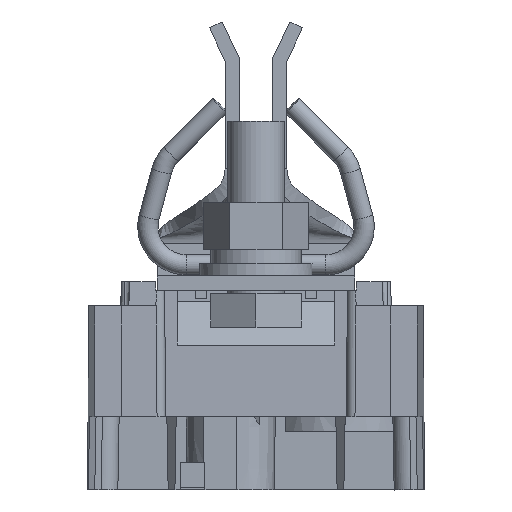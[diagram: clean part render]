
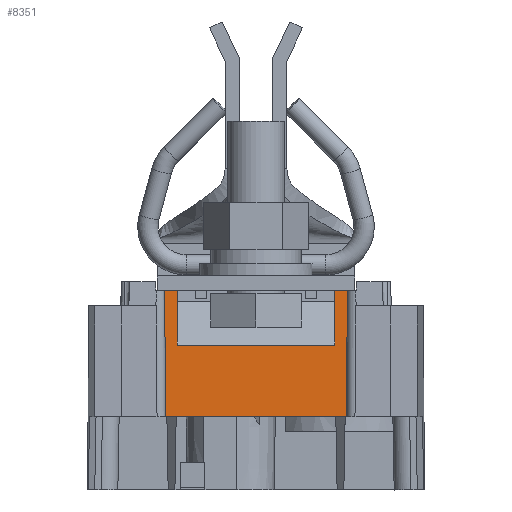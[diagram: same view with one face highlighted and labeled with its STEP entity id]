
A CAD part, front view. The second image highlights one B-rep face of the part: STEP entity #8351.
In plain terms, the highlighted planar face has unit normal (0, -1, 0.006).
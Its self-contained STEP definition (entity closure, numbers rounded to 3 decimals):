
#7310=FACE_OUTER_BOUND('',#10513,.T.);
#8351=ADVANCED_FACE('',(#7310),#9334,.T.);
#9334=PLANE('',#27324);
#10513=EDGE_LOOP('',(#15006,#15007,#15008,#15009,#15010,#15011,#15012,#15013));
#15006=ORIENTED_EDGE('',*,*,#21057,.F.);
#15007=ORIENTED_EDGE('',*,*,#21048,.T.);
#15008=ORIENTED_EDGE('',*,*,#21055,.T.);
#15009=ORIENTED_EDGE('',*,*,#21059,.F.);
#15010=ORIENTED_EDGE('',*,*,#21046,.T.);
#15011=ORIENTED_EDGE('',*,*,#21041,.F.);
#15012=ORIENTED_EDGE('',*,*,#21060,.T.);
#15013=ORIENTED_EDGE('',*,*,#21061,.F.);
#18605=VERTEX_POINT('',#37104);
#18606=VERTEX_POINT('',#37105);
#18609=VERTEX_POINT('',#37114);
#18610=VERTEX_POINT('',#37118);
#18611=VERTEX_POINT('',#37119);
#18616=VERTEX_POINT('',#37133);
#18617=VERTEX_POINT('',#37137);
#18618=VERTEX_POINT('',#37142);
#21041=EDGE_CURVE('',#18605,#18606,#23593,.T.);
#21046=EDGE_CURVE('',#18609,#18606,#23597,.T.);
#21048=EDGE_CURVE('',#18610,#18611,#23599,.T.);
#21055=EDGE_CURVE('',#18611,#18616,#23606,.T.);
#21057=EDGE_CURVE('',#18610,#18617,#23608,.T.);
#21059=EDGE_CURVE('',#18609,#18616,#23610,.T.);
#21060=EDGE_CURVE('',#18605,#18618,#23611,.T.);
#21061=EDGE_CURVE('',#18617,#18618,#23612,.T.);
#23593=LINE('',#37103,#25837);
#23597=LINE('',#37113,#25841);
#23599=LINE('',#37117,#25843);
#23606=LINE('',#37132,#25850);
#23608=LINE('',#37136,#25852);
#23610=LINE('',#37140,#25854);
#23611=LINE('',#37141,#25855);
#23612=LINE('',#37143,#25856);
#25837=VECTOR('',#30967,1.);
#25841=VECTOR('',#30975,1.);
#25843=VECTOR('',#30979,1.);
#25850=VECTOR('',#30990,1.);
#25852=VECTOR('',#30994,1.);
#25854=VECTOR('',#30998,1.);
#25855=VECTOR('',#30999,1.);
#25856=VECTOR('',#31000,1.);
#27324=AXIS2_PLACEMENT_3D('',#37144,#31001,#31002);
#30967=DIRECTION('',(-1.,0.,0.));
#30975=DIRECTION('',(0.006,-0.006,-1.));
#30979=DIRECTION('',(-1.,0.,0.));
#30990=DIRECTION('',(-0.006,0.006,1.));
#30994=DIRECTION('',(0.006,0.006,1.));
#30998=DIRECTION('',(1.,0.,0.));
#30999=DIRECTION('',(0.006,0.006,1.));
#31000=DIRECTION('',(1.,0.,0.));
#31001=DIRECTION('',(0.,-1.,0.006));
#31002=DIRECTION('',(-1.,0.,0.));
#37103=CARTESIAN_POINT('',(45.676,24.276,13.));
#37104=CARTESIAN_POINT('',(45.976,24.276,13.));
#37105=CARTESIAN_POINT('',(13.824,24.276,13.));
#37113=CARTESIAN_POINT('',(13.757,24.343,24.58));
#37114=CARTESIAN_POINT('',(13.694,24.406,35.5));
#37117=CARTESIAN_POINT('',(54.75,24.35,25.739));
#37118=CARTESIAN_POINT('',(43.85,24.35,25.739));
#37119=CARTESIAN_POINT('',(15.95,24.35,25.739));
#37132=CARTESIAN_POINT('',(16.1,24.2,-0.08));
#37133=CARTESIAN_POINT('',(15.894,24.406,35.5));
#37136=CARTESIAN_POINT('',(43.7,24.2,-0.08));
#37137=CARTESIAN_POINT('',(43.906,24.406,35.5));
#37140=CARTESIAN_POINT('',(29.9,24.406,35.5));
#37141=CARTESIAN_POINT('',(45.899,24.199,-0.093));
#37142=CARTESIAN_POINT('',(46.106,24.406,35.5));
#37143=CARTESIAN_POINT('',(29.9,24.406,35.5));
#37144=CARTESIAN_POINT('',(29.9,24.2,0.));
